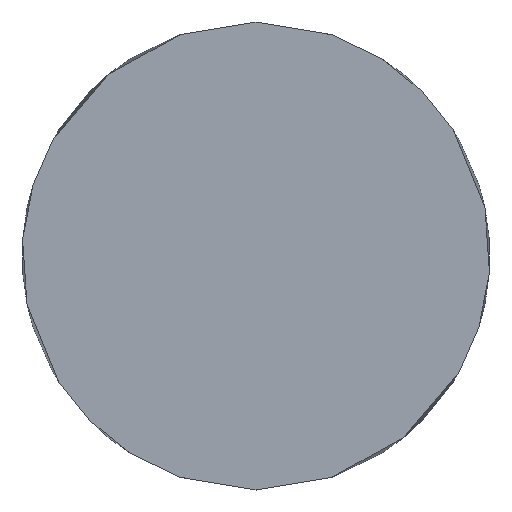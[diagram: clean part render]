
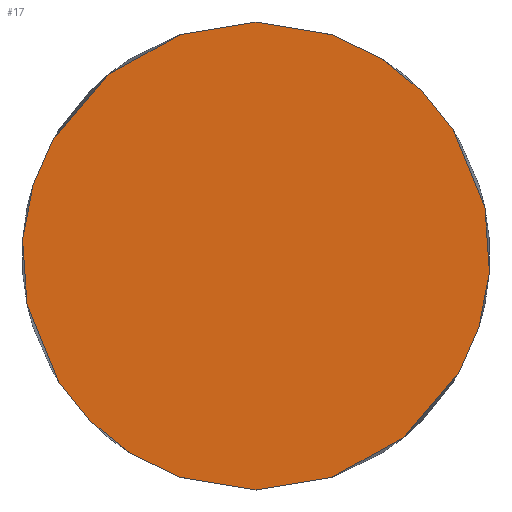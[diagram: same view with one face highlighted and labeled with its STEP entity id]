
A CAD part, front view. The second image highlights one B-rep face of the part: STEP entity #17.
In plain terms, the highlighted planar face has unit normal (0, -1, 0).
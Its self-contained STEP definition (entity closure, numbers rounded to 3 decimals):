
#17=ADVANCED_FACE('',(#21),#55,.T.);
#21=FACE_OUTER_BOUND('',#25,.T.);
#25=EDGE_LOOP('',(#36,#37));
#36=ORIENTED_EDGE('',*,*,#40,.F.);
#37=ORIENTED_EDGE('',*,*,#43,.F.);
#40=EDGE_CURVE('',#52,#53,#47,.T.);
#43=EDGE_CURVE('',#53,#52,#49,.T.);
#47=(
BOUNDED_CURVE()
B_SPLINE_CURVE(2,(#205,#206,#207,#208,#209),.UNSPECIFIED.,.F.,.F.)
B_SPLINE_CURVE_WITH_KNOTS((3,2,3),(0.,7.854,15.708),
 .UNSPECIFIED.)
CURVE()
GEOMETRIC_REPRESENTATION_ITEM()
RATIONAL_B_SPLINE_CURVE((1.,0.707,1.,0.707,1.))
REPRESENTATION_ITEM('')
);
#49=(
BOUNDED_CURVE()
B_SPLINE_CURVE(2,(#217,#218,#219,#220,#221),.UNSPECIFIED.,.F.,.F.)
B_SPLINE_CURVE_WITH_KNOTS((3,2,3),(0.,7.854,15.708),
 .UNSPECIFIED.)
CURVE()
GEOMETRIC_REPRESENTATION_ITEM()
RATIONAL_B_SPLINE_CURVE((1.,0.707,1.,0.707,1.))
REPRESENTATION_ITEM('')
);
#52=VERTEX_POINT('',#196);
#53=VERTEX_POINT('',#197);
#55=PLANE('',#147);
#147=AXIS2_PLACEMENT_3D('',#193,#152,$);
#152=DIRECTION('',(0.,-1.,0.));
#193=CARTESIAN_POINT('',(-6.001,0.,-6.001));
#196=CARTESIAN_POINT('',(0.,0.,5.));
#197=CARTESIAN_POINT('',(0.,0.,-5.));
#205=CARTESIAN_POINT('',(0.,0.,5.));
#206=CARTESIAN_POINT('',(5.,0.,5.));
#207=CARTESIAN_POINT('',(5.,0.,0.));
#208=CARTESIAN_POINT('',(5.,0.,-5.));
#209=CARTESIAN_POINT('',(0.,0.,-5.));
#217=CARTESIAN_POINT('',(0.,0.,-5.));
#218=CARTESIAN_POINT('',(-5.,0.,-5.));
#219=CARTESIAN_POINT('',(-5.,0.,0.));
#220=CARTESIAN_POINT('',(-5.,0.,5.));
#221=CARTESIAN_POINT('',(0.,0.,5.));
